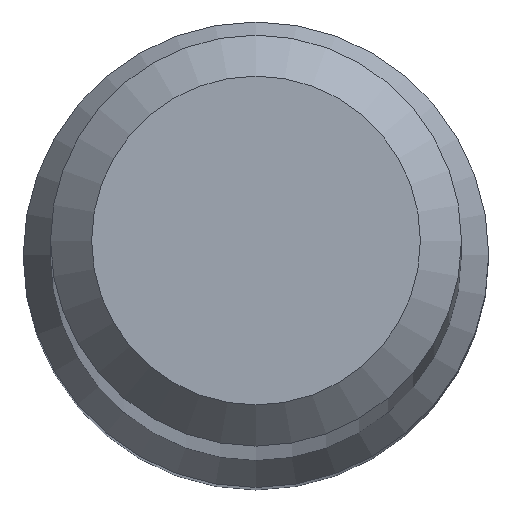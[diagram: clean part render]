
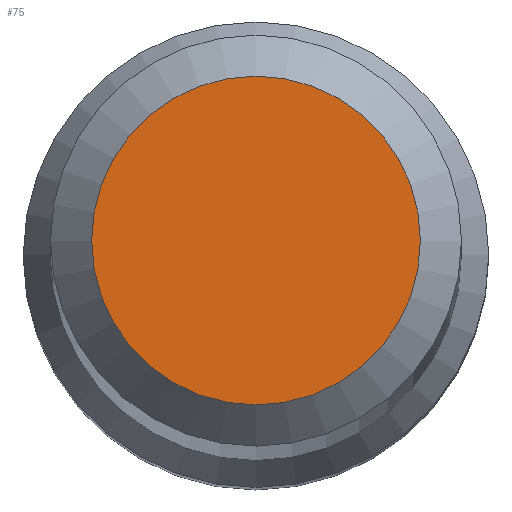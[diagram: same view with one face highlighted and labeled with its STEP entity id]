
A CAD part, top view. The second image highlights one B-rep face of the part: STEP entity #75.
In plain terms, the highlighted planar face has unit normal (0, 0, 1).
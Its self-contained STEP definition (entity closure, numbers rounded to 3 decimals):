
#17 = VERTEX_POINT ( 'NONE', #240 ) ;
#18 = AXIS2_PLACEMENT_3D ( 'NONE', #181, #214, #27 ) ;
#27 = DIRECTION ( 'NONE',  ( 0., 1., 0. ) ) ;
#32 = PLANE ( 'NONE',  #85 ) ;
#45 = DIRECTION ( 'NONE',  ( 0., 0., 1. ) ) ;
#59 = CIRCLE ( 'NONE', #18, 1.2 ) ;
#68 = EDGE_LOOP ( 'NONE', ( #139 ) ) ;
#75 = ADVANCED_FACE ( 'NONE', ( #204 ), #32, .T. ) ;
#79 = EDGE_CURVE ( 'NONE', #17, #17, #59, .T. ) ;
#85 = AXIS2_PLACEMENT_3D ( 'NONE', #146, #45, #201 ) ;
#139 = ORIENTED_EDGE ( 'NONE', *, *, #79, .F. ) ;
#146 = CARTESIAN_POINT ( 'NONE',  ( 0., 0., 70. ) ) ;
#181 = CARTESIAN_POINT ( 'NONE',  ( 0., 0., 70. ) ) ;
#201 = DIRECTION ( 'NONE',  ( 0., -1., 0. ) ) ;
#204 = FACE_OUTER_BOUND ( 'NONE', #68, .T. ) ;
#214 = DIRECTION ( 'NONE',  ( 0., 0., -1. ) ) ;
#240 = CARTESIAN_POINT ( 'NONE',  ( 0., 1.2, 70. ) ) ;
